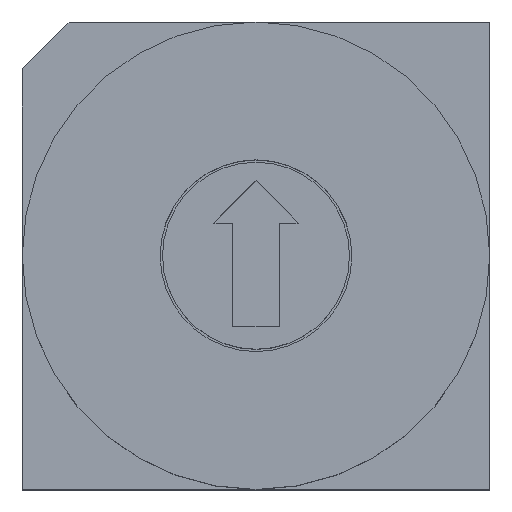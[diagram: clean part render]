
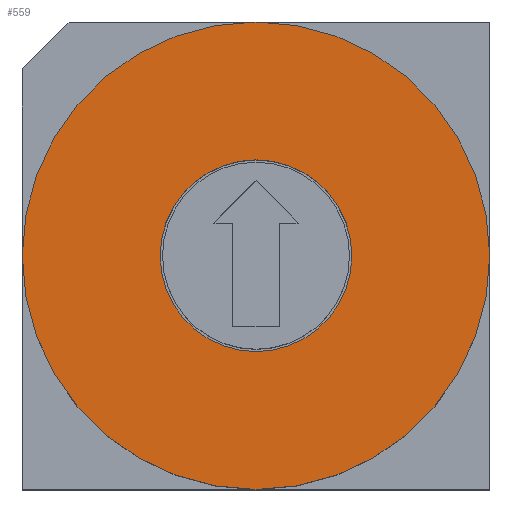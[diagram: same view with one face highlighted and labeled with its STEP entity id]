
A CAD part, top view. The second image highlights one B-rep face of the part: STEP entity #559.
In plain terms, the highlighted planar face has unit normal (0, 0, 1).
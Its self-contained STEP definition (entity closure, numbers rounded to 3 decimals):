
#409=CARTESIAN_POINT('',(-5.0,0.,6.5));
#410=VERTEX_POINT('',#409);
#419=CARTESIAN_POINT('',(5.,0.,6.5));
#420=VERTEX_POINT('',#419);
#421=CARTESIAN_POINT('',(0.,0.,6.5));
#422=DIRECTION('',(0.0,0.0,-1.0));
#423=DIRECTION('',(-1.0,0.0,0.0));
#424=AXIS2_PLACEMENT_3D('',#421,#422,#423);
#425=CIRCLE('',#424,5.);
#426=EDGE_CURVE('',#410,#420,#425,.T.);
#451=CARTESIAN_POINT('',(2.05,0.,6.5));
#452=VERTEX_POINT('',#451);
#461=CARTESIAN_POINT('',(-2.05,0.,6.5));
#462=VERTEX_POINT('',#461);
#463=CARTESIAN_POINT('',(0.,0.,6.5));
#464=DIRECTION('',(0.0,0.0,-1.0));
#465=DIRECTION('',(1.0,0.0,0.0));
#466=AXIS2_PLACEMENT_3D('',#463,#464,#465);
#467=CIRCLE('',#466,2.05);
#468=EDGE_CURVE('',#462,#452,#467,.T.);
#502=CARTESIAN_POINT('',(0.,0.,6.5));
#503=DIRECTION('',(0.0,0.0,-1.0));
#504=DIRECTION('',(1.0,0.0,0.0));
#505=AXIS2_PLACEMENT_3D('',#502,#503,#504);
#506=CIRCLE('',#505,2.05);
#507=EDGE_CURVE('',#452,#462,#506,.T.);
#536=CARTESIAN_POINT('',(0.,0.,6.5));
#537=DIRECTION('',(0.0,0.0,-1.0));
#538=DIRECTION('',(-1.0,0.0,0.0));
#539=AXIS2_PLACEMENT_3D('',#536,#537,#538);
#540=CIRCLE('',#539,5.);
#541=EDGE_CURVE('',#420,#410,#540,.T.);
#546=CARTESIAN_POINT('',(0.,0.,6.5));
#547=DIRECTION('',(0.0,0.0,-1.0));
#548=DIRECTION('',(-1.0,0.0,0.0));
#549=AXIS2_PLACEMENT_3D('',#546,#547,#548);
#550=PLANE('',#549);
#551=ORIENTED_EDGE('',*,*,#426,.F.);
#552=ORIENTED_EDGE('',*,*,#541,.F.);
#553=EDGE_LOOP('',(#551,#552));
#554=FACE_OUTER_BOUND('',#553,.T.);
#555=ORIENTED_EDGE('',*,*,#507,.T.);
#556=ORIENTED_EDGE('',*,*,#468,.T.);
#557=EDGE_LOOP('',(#555,#556));
#558=FACE_BOUND('',#557,.T.);
#559=ADVANCED_FACE('',(#554,#558),#550,.F.);
